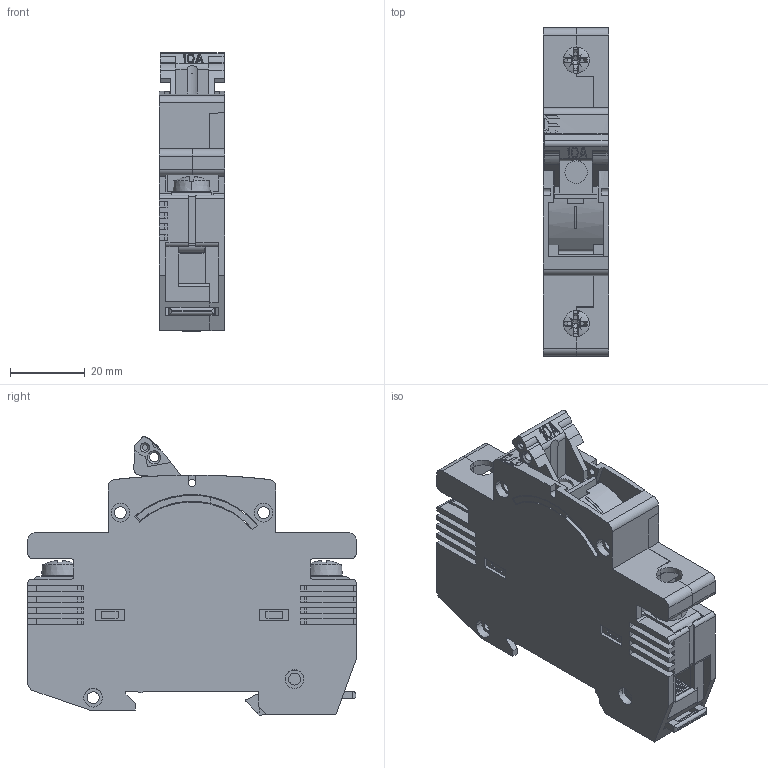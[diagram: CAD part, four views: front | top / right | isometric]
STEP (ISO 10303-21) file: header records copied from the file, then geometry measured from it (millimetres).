
FILE_DESCRIPTION((''),'2;1');
FILE_NAME('VLD_ASM','2018-06-20T',('matic.bajda'),('Audax d.o.o.'),'CREO PARAMETRIC BY PTC INC, 2016260','CREO PARAMETRIC BY PTC INC, 2016260','');
FILE_SCHEMA(('AUTOMOTIVE_DESIGN { 1 0 10303 214 1 1 1 1 }'));
Length unit declared in the file: millimetre
Products named in the file (10): 0000017819; 0000017821; 0000021480; 0000037089_AF0; 0000022342; 0000017863; 0000005559; 0000003388; 0000001148; VLD_ASM
Assembly tree (11 placements, depth 2):
  VLD_ASM
    0000017819
    0000017821
    0000021480
    0000037089_AF0
    0000022342
    0000017863
    0000005559  x2
    0000003388  x2
    0000001148
Bounding box: 17.6 x 88 x 74.67 mm (x, y, z)
Volume: 98535.7 mm3; surface area: 45123.1 mm2
Topology: 11 solids, 13 shells, 1545 faces, 4306 edges, 2842 vertices
Faces by surface type: plane 1209, cylinder 252, cone 43, extrusion 33, torus 4, sphere 4
Entity records: 59356 total; most frequent: CARTESIAN_POINT 8925, ORIENTED_EDGE 7796, DIRECTION 7078, PRESENTATION_STYLE_ASSIGNMENT 3954, STYLED_ITEM 3951, CURVE_STYLE 3898, EDGE_CURVE 3898, VECTOR 3098
